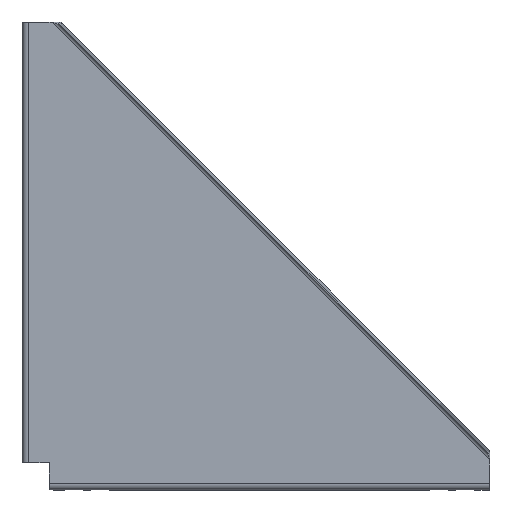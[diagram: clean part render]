
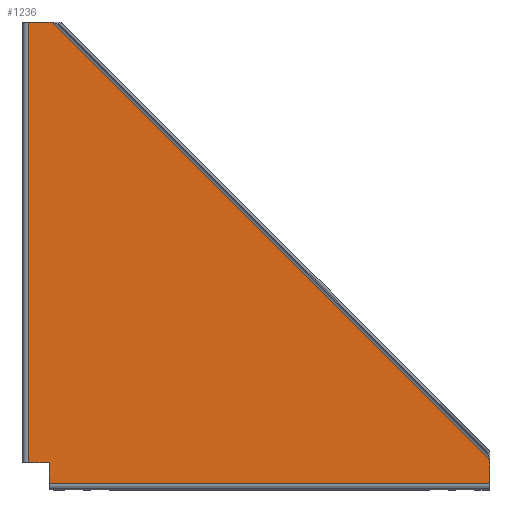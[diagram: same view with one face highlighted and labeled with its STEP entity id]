
A CAD part, top view. The second image highlights one B-rep face of the part: STEP entity #1236.
In plain terms, the highlighted planar face has unit normal (0, 0, 1).
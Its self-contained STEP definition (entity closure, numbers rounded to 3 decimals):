
#1=DIRECTION('',(-0.707,0.707,0.));
#2=VECTOR('',#1,330.316);
#3=CARTESIAN_POINT('',(798.279,-229.262,1.5));
#4=LINE('',#3,#2);
#5=DIRECTION('',(1.,0.,0.));
#6=VECTOR('',#5,235.);
#7=CARTESIAN_POINT('',(563.279,-241.794,1.5));
#8=LINE('',#7,#6);
#9=DIRECTION('',(0.,1.,0.));
#10=VECTOR('',#9,235.);
#11=CARTESIAN_POINT('',(552.179,-230.694,1.5));
#12=LINE('',#11,#10);
#54=DIRECTION('',(1.,0.,0.));
#55=VECTOR('',#54,12.531);
#56=CARTESIAN_POINT('',(552.179,4.306,1.5));
#57=LINE('',#56,#55);
#277=DIRECTION('',(0.,-1.,0.));
#278=VECTOR('',#277,12.531);
#279=CARTESIAN_POINT('',(798.279,-229.262,1.5));
#280=LINE('',#279,#278);
#675=DIRECTION('',(0.,1.,0.));
#676=VECTOR('',#675,11.1);
#677=CARTESIAN_POINT('',(563.279,-241.794,1.5));
#678=LINE('',#677,#676);
#683=DIRECTION('',(-1.,0.,0.));
#684=VECTOR('',#683,11.1);
#685=CARTESIAN_POINT('',(563.279,-230.694,1.5));
#686=LINE('',#685,#684);
#1163=CARTESIAN_POINT('',(563.279,-230.694,1.5));
#1165=VERTEX_POINT('',#1163);
#1167=CARTESIAN_POINT('',(563.279,-241.794,1.5));
#1168=VERTEX_POINT('',#1167);
#1179=CARTESIAN_POINT('',(798.279,-241.794,1.5));
#1180=VERTEX_POINT('',#1179);
#1183=CARTESIAN_POINT('',(552.179,-230.694,1.5));
#1184=VERTEX_POINT('',#1183);
#1197=CARTESIAN_POINT('',(552.179,4.306,1.5));
#1198=VERTEX_POINT('',#1197);
#1199=CARTESIAN_POINT('',(798.279,-229.262,1.5));
#1200=VERTEX_POINT('',#1199);
#1203=CARTESIAN_POINT('',(564.711,4.306,1.5));
#1204=VERTEX_POINT('',#1203);
#1215=CARTESIAN_POINT('',(466.654,-327.319,1.5));
#1216=DIRECTION('',(0.,0.,1.));
#1217=DIRECTION('',(1.,0.,0.));
#1218=AXIS2_PLACEMENT_3D('',#1215,#1216,#1217);
#1219=PLANE('',#1218);
#1221=ORIENTED_EDGE('',*,*,#1220,.F.);
#1223=ORIENTED_EDGE('',*,*,#1222,.T.);
#1225=ORIENTED_EDGE('',*,*,#1224,.F.);
#1227=ORIENTED_EDGE('',*,*,#1226,.T.);
#1229=ORIENTED_EDGE('',*,*,#1228,.T.);
#1231=ORIENTED_EDGE('',*,*,#1230,.T.);
#1233=ORIENTED_EDGE('',*,*,#1232,.T.);
#1234=EDGE_LOOP('',(#1221,#1223,#1225,#1227,#1229,#1231,#1233));
#1235=FACE_OUTER_BOUND('',#1234,.F.);
#1236=ADVANCED_FACE('',(#1235),#1219,.T.);
#1220=EDGE_CURVE('',#1200,#1204,#4,.T.);
#1222=EDGE_CURVE('',#1200,#1180,#280,.T.);
#1224=EDGE_CURVE('',#1168,#1180,#8,.T.);
#1226=EDGE_CURVE('',#1168,#1165,#678,.T.);
#1228=EDGE_CURVE('',#1165,#1184,#686,.T.);
#1230=EDGE_CURVE('',#1184,#1198,#12,.T.);
#1232=EDGE_CURVE('',#1198,#1204,#57,.T.);
